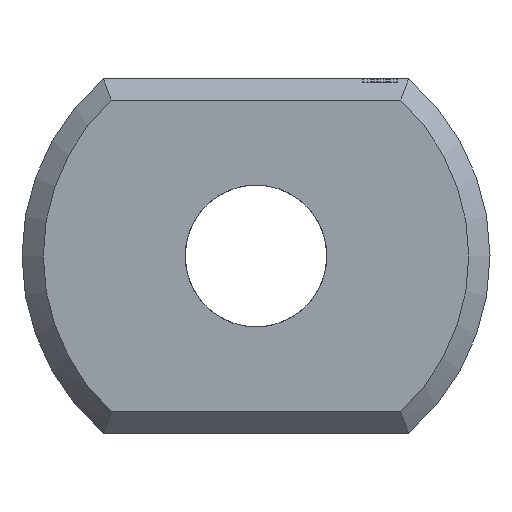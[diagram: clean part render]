
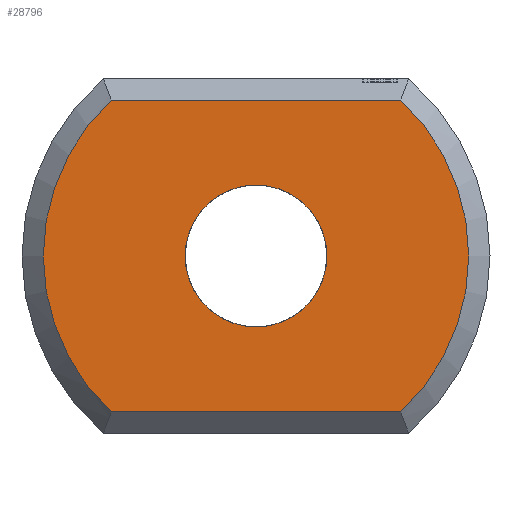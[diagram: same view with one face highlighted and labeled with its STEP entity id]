
A CAD part, left-side view. The second image highlights one B-rep face of the part: STEP entity #28796.
In plain terms, the highlighted planar face has unit normal (-1, 0, 0).
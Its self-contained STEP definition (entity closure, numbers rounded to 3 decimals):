
#254 = PLANE('',#255);
#255 = AXIS2_PLACEMENT_3D('',#256,#257,#258);
#256 = CARTESIAN_POINT('',(0.15,-2.154,2.35));
#257 = DIRECTION('',(0.707,0.,-0.707)
  );
#258 = DIRECTION('',(0.,-1.,0.));
#10627 = CONICAL_SURFACE('',#10628,3.3,0.785);
#10628 = AXIS2_PLACEMENT_3D('',#10629,#10630,#10631);
#10629 = CARTESIAN_POINT('',(0.3,0.,0.)
  );
#10630 = DIRECTION('',(1.,0.,0.));
#10631 = DIRECTION('',(0.,0.653,-0.758)
  );
#10696 = VERTEX_POINT('',#10697);
#10697 = CARTESIAN_POINT('',(0.,-2.04,2.2));
#10712 = CONICAL_SURFACE('',#10713,3.3,0.785);
#10713 = AXIS2_PLACEMENT_3D('',#10714,#10715,#10716);
#10714 = CARTESIAN_POINT('',(0.3,0.,0.)
  );
#10715 = DIRECTION('',(1.,0.,0.));
#10716 = DIRECTION('',(0.,-0.653,0.758)
  );
#10729 = VERTEX_POINT('',#10730);
#10730 = CARTESIAN_POINT('',(0.,2.04,2.2));
#10755 = EDGE_CURVE('',#10696,#10729,#10756,.T.);
#10756 = SURFACE_CURVE('',#10757,(#10761,#10768),.PCURVE_S1.);
#10757 = LINE('',#10758,#10759);
#10758 = CARTESIAN_POINT('',(0.,-2.154,2.2));
#10759 = VECTOR('',#10760,1.);
#10760 = DIRECTION('',(0.,1.,0.));
#10761 = PCURVE('',#254,#10762);
#10762 = DEFINITIONAL_REPRESENTATION('',(#10763),#10767);
#10763 = LINE('',#10764,#10765);
#10764 = CARTESIAN_POINT('',(0.,0.212));
#10765 = VECTOR('',#10766,1.);
#10766 = DIRECTION('',(-1.,0.));
#10767 = ( GEOMETRIC_REPRESENTATION_CONTEXT(2) 
PARAMETRIC_REPRESENTATION_CONTEXT() REPRESENTATION_CONTEXT('2D SPACE',''
  ) );
#10768 = PCURVE('',#10769,#10774);
#10769 = PLANE('',#10770);
#10770 = AXIS2_PLACEMENT_3D('',#10771,#10772,#10773);
#10771 = CARTESIAN_POINT('',(0.,0.,
    0.));
#10772 = DIRECTION('',(1.,0.,0.));
#10773 = DIRECTION('',(0.,0.,1.));
#10774 = DEFINITIONAL_REPRESENTATION('',(#10775),#10779);
#10775 = LINE('',#10776,#10777);
#10776 = CARTESIAN_POINT('',(2.2,2.154));
#10777 = VECTOR('',#10778,1.);
#10778 = DIRECTION('',(0.,-1.));
#10779 = ( GEOMETRIC_REPRESENTATION_CONTEXT(2) 
PARAMETRIC_REPRESENTATION_CONTEXT() REPRESENTATION_CONTEXT('2D SPACE',''
  ) );
#28453 = VERTEX_POINT('',#28454);
#28454 = CARTESIAN_POINT('',(0.,2.04,-2.2));
#28472 = PLANE('',#28473);
#28473 = AXIS2_PLACEMENT_3D('',#28474,#28475,#28476);
#28474 = CARTESIAN_POINT('',(0.15,-2.154,-2.35));
#28475 = DIRECTION('',(-0.707,0.,-0.707)
  );
#28476 = DIRECTION('',(0.,-1.,0.));
#28486 = EDGE_CURVE('',#28453,#10729,#28487,.T.);
#28487 = SURFACE_CURVE('',#28488,(#28493,#28500),.PCURVE_S1.);
#28488 = CIRCLE('',#28489,3.);
#28489 = AXIS2_PLACEMENT_3D('',#28490,#28491,#28492);
#28490 = CARTESIAN_POINT('',(0.,0.,
    0.));
#28491 = DIRECTION('',(1.,0.,0.));
#28492 = DIRECTION('',(0.,0.653,-0.758)
  );
#28493 = PCURVE('',#10627,#28494);
#28494 = DEFINITIONAL_REPRESENTATION('',(#28495),#28499);
#28495 = LINE('',#28496,#28497);
#28496 = CARTESIAN_POINT('',(0.,-0.3));
#28497 = VECTOR('',#28498,1.);
#28498 = DIRECTION('',(1.,-0.));
#28499 = ( GEOMETRIC_REPRESENTATION_CONTEXT(2) 
PARAMETRIC_REPRESENTATION_CONTEXT() REPRESENTATION_CONTEXT('2D SPACE',''
  ) );
#28500 = PCURVE('',#10769,#28501);
#28501 = DEFINITIONAL_REPRESENTATION('',(#28502),#28506);
#28502 = CIRCLE('',#28503,3.);
#28503 = AXIS2_PLACEMENT_2D('',#28504,#28505);
#28504 = CARTESIAN_POINT('',(0.,0.));
#28505 = DIRECTION('',(-0.758,-0.653));
#28506 = ( GEOMETRIC_REPRESENTATION_CONTEXT(2) 
PARAMETRIC_REPRESENTATION_CONTEXT() REPRESENTATION_CONTEXT('2D SPACE',''
  ) );
#28749 = VERTEX_POINT('',#28750);
#28750 = CARTESIAN_POINT('',(0.,-2.04,-2.2));
#28775 = EDGE_CURVE('',#10696,#28749,#28776,.T.);
#28776 = SURFACE_CURVE('',#28777,(#28782,#28789),.PCURVE_S1.);
#28777 = CIRCLE('',#28778,3.);
#28778 = AXIS2_PLACEMENT_3D('',#28779,#28780,#28781);
#28779 = CARTESIAN_POINT('',(0.,0.,
    0.));
#28780 = DIRECTION('',(1.,0.,0.));
#28781 = DIRECTION('',(0.,-0.653,0.758)
  );
#28782 = PCURVE('',#10712,#28783);
#28783 = DEFINITIONAL_REPRESENTATION('',(#28784),#28788);
#28784 = LINE('',#28785,#28786);
#28785 = CARTESIAN_POINT('',(0.,-0.3));
#28786 = VECTOR('',#28787,1.);
#28787 = DIRECTION('',(1.,-0.));
#28788 = ( GEOMETRIC_REPRESENTATION_CONTEXT(2) 
PARAMETRIC_REPRESENTATION_CONTEXT() REPRESENTATION_CONTEXT('2D SPACE',''
  ) );
#28789 = PCURVE('',#10769,#28790);
#28790 = DEFINITIONAL_REPRESENTATION('',(#28791),#28795);
#28791 = CIRCLE('',#28792,3.);
#28792 = AXIS2_PLACEMENT_2D('',#28793,#28794);
#28793 = CARTESIAN_POINT('',(0.,0.));
#28794 = DIRECTION('',(0.758,0.653));
#28795 = ( GEOMETRIC_REPRESENTATION_CONTEXT(2) 
PARAMETRIC_REPRESENTATION_CONTEXT() REPRESENTATION_CONTEXT('2D SPACE',''
  ) );
#28796 = ADVANCED_FACE('',(#28797,#28823),#10769,.F.);
#28797 = FACE_BOUND('',#28798,.F.);
#28798 = EDGE_LOOP('',(#28799,#28800,#28801,#28802));
#28799 = ORIENTED_EDGE('',*,*,#28486,.T.);
#28800 = ORIENTED_EDGE('',*,*,#10755,.F.);
#28801 = ORIENTED_EDGE('',*,*,#28775,.T.);
#28802 = ORIENTED_EDGE('',*,*,#28803,.T.);
#28803 = EDGE_CURVE('',#28749,#28453,#28804,.T.);
#28804 = SURFACE_CURVE('',#28805,(#28809,#28816),.PCURVE_S1.);
#28805 = LINE('',#28806,#28807);
#28806 = CARTESIAN_POINT('',(0.,-2.154,-2.2));
#28807 = VECTOR('',#28808,1.);
#28808 = DIRECTION('',(0.,1.,0.));
#28809 = PCURVE('',#10769,#28810);
#28810 = DEFINITIONAL_REPRESENTATION('',(#28811),#28815);
#28811 = LINE('',#28812,#28813);
#28812 = CARTESIAN_POINT('',(-2.2,2.154));
#28813 = VECTOR('',#28814,1.);
#28814 = DIRECTION('',(0.,-1.));
#28815 = ( GEOMETRIC_REPRESENTATION_CONTEXT(2) 
PARAMETRIC_REPRESENTATION_CONTEXT() REPRESENTATION_CONTEXT('2D SPACE',''
  ) );
#28816 = PCURVE('',#28472,#28817);
#28817 = DEFINITIONAL_REPRESENTATION('',(#28818),#28822);
#28818 = LINE('',#28819,#28820);
#28819 = CARTESIAN_POINT('',(0.,0.212));
#28820 = VECTOR('',#28821,1.);
#28821 = DIRECTION('',(-1.,0.));
#28822 = ( GEOMETRIC_REPRESENTATION_CONTEXT(2) 
PARAMETRIC_REPRESENTATION_CONTEXT() REPRESENTATION_CONTEXT('2D SPACE',''
  ) );
#28823 = FACE_BOUND('',#28824,.T.);
#28824 = EDGE_LOOP('',(#28825));
#28825 = ORIENTED_EDGE('',*,*,#28826,.T.);
#28826 = EDGE_CURVE('',#28827,#28827,#28829,.T.);
#28827 = VERTEX_POINT('',#28828);
#28828 = CARTESIAN_POINT('',(0.,1.,0.));
#28829 = SURFACE_CURVE('',#28830,(#28835,#28842),.PCURVE_S1.);
#28830 = CIRCLE('',#28831,1.);
#28831 = AXIS2_PLACEMENT_3D('',#28832,#28833,#28834);
#28832 = CARTESIAN_POINT('',(0.,0.,0.));
#28833 = DIRECTION('',(1.,0.,0.));
#28834 = DIRECTION('',(0.,1.,0.));
#28835 = PCURVE('',#10769,#28836);
#28836 = DEFINITIONAL_REPRESENTATION('',(#28837),#28841);
#28837 = CIRCLE('',#28838,1.);
#28838 = AXIS2_PLACEMENT_2D('',#28839,#28840);
#28839 = CARTESIAN_POINT('',(0.,0.));
#28840 = DIRECTION('',(0.,-1.));
#28841 = ( GEOMETRIC_REPRESENTATION_CONTEXT(2) 
PARAMETRIC_REPRESENTATION_CONTEXT() REPRESENTATION_CONTEXT('2D SPACE',''
  ) );
#28842 = PCURVE('',#28843,#28848);
#28843 = CYLINDRICAL_SURFACE('',#28844,1.);
#28844 = AXIS2_PLACEMENT_3D('',#28845,#28846,#28847);
#28845 = CARTESIAN_POINT('',(0.,0.,0.));
#28846 = DIRECTION('',(-1.,0.,0.));
#28847 = DIRECTION('',(0.,1.,0.));
#28848 = DEFINITIONAL_REPRESENTATION('',(#28849),#28853);
#28849 = LINE('',#28850,#28851);
#28850 = CARTESIAN_POINT('',(-0.,0.));
#28851 = VECTOR('',#28852,1.);
#28852 = DIRECTION('',(-1.,0.));
#28853 = ( GEOMETRIC_REPRESENTATION_CONTEXT(2) 
PARAMETRIC_REPRESENTATION_CONTEXT() REPRESENTATION_CONTEXT('2D SPACE',''
  ) );
